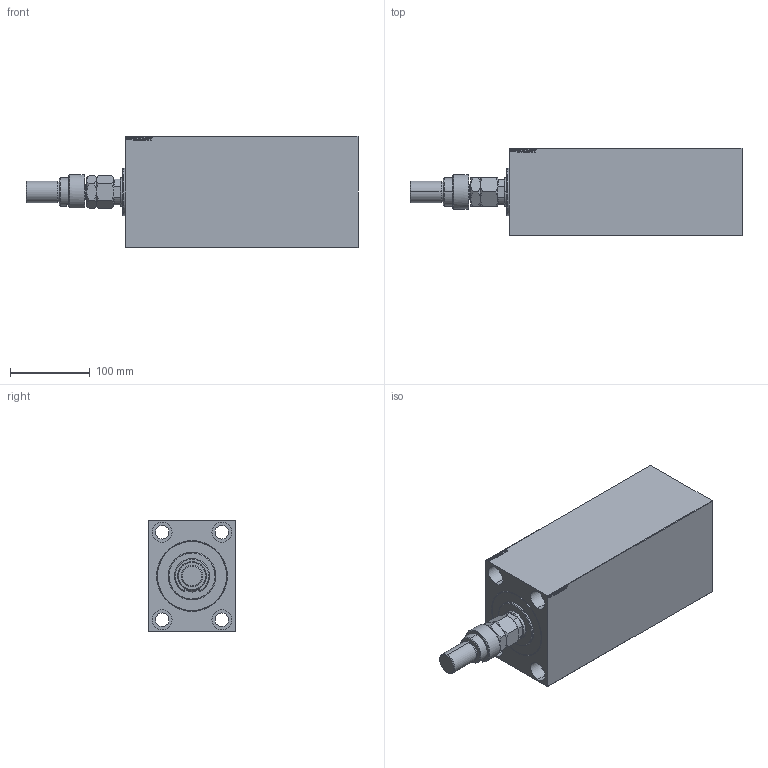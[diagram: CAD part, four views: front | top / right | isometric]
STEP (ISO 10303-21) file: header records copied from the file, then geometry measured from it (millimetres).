
FILE_DESCRIPTION (( 'STEP AP203' ), '1' );
FILE_NAME ('9eb6.STEP', '2024-02-12T18:07:05', ( '' ), ( '' ), 'SwSTEP 2.0', 'SolidWorks 2019', '' );
FILE_SCHEMA (( 'CONFIG_CONTROL_DESIGN' ));
Length unit declared in the file: millimetre
Products named in the file (7): MFA d1ceb9522d1433b85d48ba65e99e6fd6; DFA d1ceb9522d1433b85d48ba65e99e6fd6; V450CM_C_Body d1ceb9522d1433b85d48ba65e99e6fd6; FEMALE_PART_FOR_DFA d1ceb9522d1433b85d48ba65e99e6fd6; V450CM_C_VCP d1ceb9522d1433b85d48ba65e99e6fd6; 9eb6; V450CM_VC_B d1ceb9522d1433b85d48ba65e99e6fd6
Assembly tree (6 placements, depth 3):
  9eb6
    V450CM_C_Body d1ceb9522d1433b85d48ba65e99e6fd6
    V450CM_C_VCP d1ceb9522d1433b85d48ba65e99e6fd6
    V450CM_VC_B d1ceb9522d1433b85d48ba65e99e6fd6
    DFA d1ceb9522d1433b85d48ba65e99e6fd6
      FEMALE_PART_FOR_DFA d1ceb9522d1433b85d48ba65e99e6fd6
      MFA d1ceb9522d1433b85d48ba65e99e6fd6
Bounding box: 417.5 x 110 x 140 mm (x, y, z)
Volume: 3496740.6 mm3; surface area: 405908.7 mm2
Topology: 5 solids, 5 shells, 945 faces, 2384 edges, 1565 vertices
Faces by surface type: plane 436, bspline 380, cylinder 71, cone 54, torus 4
Entity records: 46711 total; most frequent: CARTESIAN_POINT 25804, ORIENTED_EDGE 4764, DIRECTION 2912, EDGE_CURVE 2382, VERTEX_POINT 1565, VECTOR 1358, LINE 1358, EDGE_LOOP 1075
